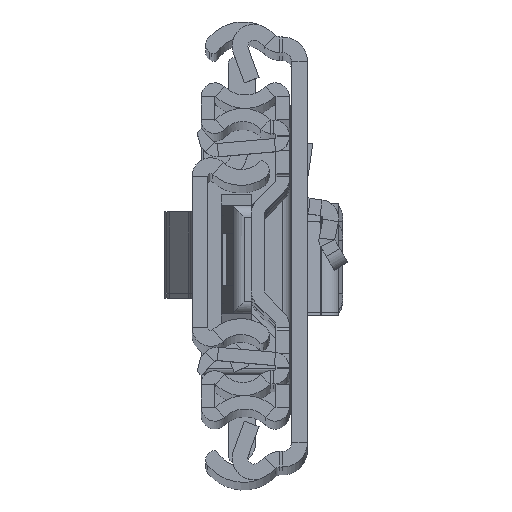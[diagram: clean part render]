
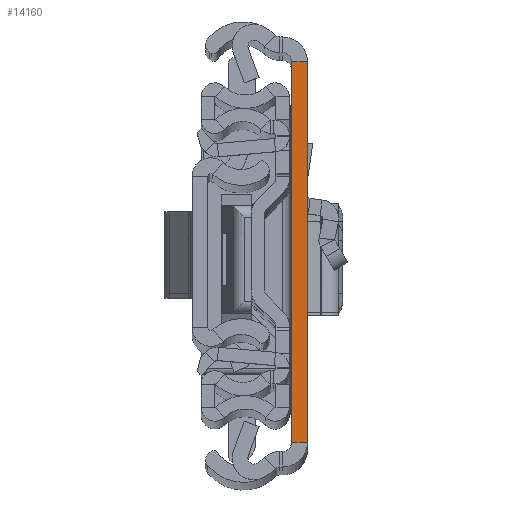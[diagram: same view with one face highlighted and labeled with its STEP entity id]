
A CAD part, top view. The second image highlights one B-rep face of the part: STEP entity #14160.
In plain terms, the highlighted planar face has unit normal (0, 0, 1).
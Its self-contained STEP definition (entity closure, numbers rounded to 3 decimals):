
#203 = CARTESIAN_POINT ( 'NONE',  ( 2.6, -31.5, 0. ) ) ;
#354 = EDGE_CURVE ( 'NONE', #15422, #15300, #11700, .T. ) ;
#417 = VERTEX_POINT ( 'NONE', #7665 ) ;
#677 = DIRECTION ( 'NONE',  ( 1., 0., 0. ) ) ;
#867 = VECTOR ( 'NONE', #677, 1000. ) ;
#937 = CARTESIAN_POINT ( 'NONE',  ( 2.6, -31.5, 0. ) ) ;
#1023 = EDGE_CURVE ( 'NONE', #417, #7099, #8508, .T. ) ;
#2526 = CARTESIAN_POINT ( 'NONE',  ( 0., -31.5, 0. ) ) ;
#2836 = LINE ( 'NONE', #2526, #9634 ) ;
#2948 = CARTESIAN_POINT ( 'NONE',  ( 2.6, -31.5, 0. ) ) ;
#4478 = DIRECTION ( 'NONE',  ( 0., 0., -1. ) ) ;
#4615 = EDGE_CURVE ( 'NONE', #417, #15422, #2836, .T. ) ;
#4881 = FACE_OUTER_BOUND ( 'NONE', #12257, .T. ) ;
#5347 = DIRECTION ( 'NONE',  ( 0., 1., 0. ) ) ;
#6532 = ORIENTED_EDGE ( 'NONE', *, *, #1023, .T. ) ;
#7099 = VERTEX_POINT ( 'NONE', #16475 ) ;
#7665 = CARTESIAN_POINT ( 'NONE',  ( 0., -31.5, 0. ) ) ;
#7702 = LINE ( 'NONE', #2948, #14273 ) ;
#8508 = LINE ( 'NONE', #937, #867 ) ;
#8872 = DIRECTION ( 'NONE',  ( 0., 1., 0. ) ) ;
#9076 = ORIENTED_EDGE ( 'NONE', *, *, #4615, .F. ) ;
#9376 = DIRECTION ( 'NONE',  ( 0., 1., 0. ) ) ;
#9437 = PLANE ( 'NONE',  #15206 ) ;
#9634 = VECTOR ( 'NONE', #8872, 1000. ) ;
#10051 = VECTOR ( 'NONE', #10527, 1000. ) ;
#10527 = DIRECTION ( 'NONE',  ( 1., 0., 0. ) ) ;
#11700 = LINE ( 'NONE', #17923, #10051 ) ;
#11811 = ORIENTED_EDGE ( 'NONE', *, *, #14715, .T. ) ;
#12257 = EDGE_LOOP ( 'NONE', ( #17881, #9076, #6532, #11811 ) ) ;
#14160 = ADVANCED_FACE ( 'NONE', ( #4881 ), #9437, .F. ) ;
#14273 = VECTOR ( 'NONE', #9376, 1000. ) ;
#14715 = EDGE_CURVE ( 'NONE', #7099, #15300, #7702, .T. ) ;
#14786 = CARTESIAN_POINT ( 'NONE',  ( 2.6, 31.5, 0. ) ) ;
#15086 = CARTESIAN_POINT ( 'NONE',  ( 0., 31.5, 0. ) ) ;
#15206 = AXIS2_PLACEMENT_3D ( 'NONE', #203, #4478, #5347 ) ;
#15300 = VERTEX_POINT ( 'NONE', #14786 ) ;
#15422 = VERTEX_POINT ( 'NONE', #15086 ) ;
#16475 = CARTESIAN_POINT ( 'NONE',  ( 2.6, -31.5, 0. ) ) ;
#17881 = ORIENTED_EDGE ( 'NONE', *, *, #354, .F. ) ;
#17923 = CARTESIAN_POINT ( 'NONE',  ( 2.6, 31.5, 0. ) ) ;
